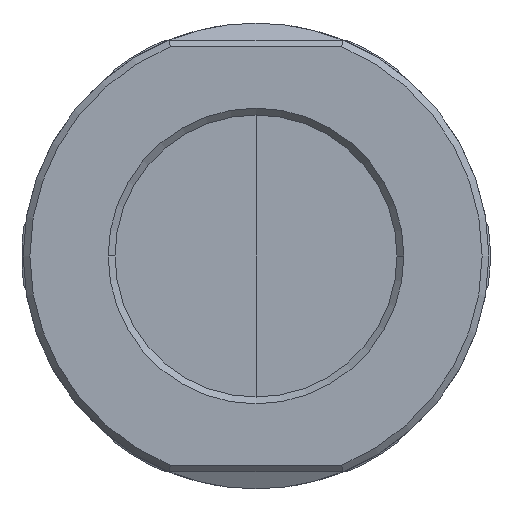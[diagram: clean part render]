
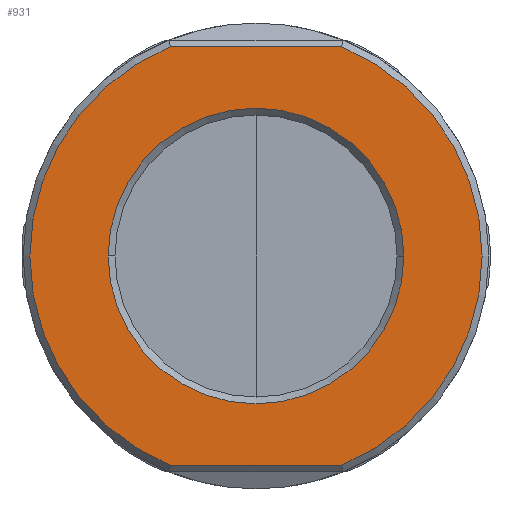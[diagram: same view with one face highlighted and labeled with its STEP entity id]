
A CAD part, left-side view. The second image highlights one B-rep face of the part: STEP entity #931.
In plain terms, the highlighted planar face has unit normal (-1, 0, 0).
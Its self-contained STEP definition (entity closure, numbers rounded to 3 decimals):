
#61 = ORIENTED_EDGE ( 'NONE', *, *, #3746, .T. ) ;
#252 = CARTESIAN_POINT ( 'NONE',  ( -14.5, 6.349, -15.5 ) ) ;
#508 = DIRECTION ( 'NONE',  ( 0., -1., 0. ) ) ;
#641 = DIRECTION ( 'NONE',  ( -1., 0., 0. ) ) ;
#804 = VERTEX_POINT ( 'NONE', #1693 ) ;
#814 = DIRECTION ( 'NONE',  ( 0., -1., 0. ) ) ;
#894 = AXIS2_PLACEMENT_3D ( 'NONE', #5517, #641, #2416 ) ;
#909 = VECTOR ( 'NONE', #2119, 1000. ) ;
#931 = ADVANCED_FACE ( 'NONE', ( #5505, #3878 ), #2821, .T. ) ;
#932 = EDGE_LOOP ( 'NONE', ( #61, #1411 ) ) ;
#1019 = VERTEX_POINT ( 'NONE', #252 ) ;
#1216 = ORIENTED_EDGE ( 'NONE', *, *, #3242, .F. ) ;
#1411 = ORIENTED_EDGE ( 'NONE', *, *, #2687, .T. ) ;
#1667 = AXIS2_PLACEMENT_3D ( 'NONE', #3958, #1747, #2645 ) ;
#1687 = CARTESIAN_POINT ( 'NONE',  ( -14.5, -10.95, 0. ) ) ;
#1693 = CARTESIAN_POINT ( 'NONE',  ( -14.5, -6.349, 15.5 ) ) ;
#1747 = DIRECTION ( 'NONE',  ( 1., 0., 0. ) ) ;
#1762 = CIRCLE ( 'NONE', #1667, 16.75 ) ;
#1847 = CARTESIAN_POINT ( 'NONE',  ( -14.5, 0., 0. ) ) ;
#1910 = AXIS2_PLACEMENT_3D ( 'NONE', #3074, #5730, #814 ) ;
#2047 = CARTESIAN_POINT ( 'NONE',  ( -14.5, 10., 15.5 ) ) ;
#2101 = CARTESIAN_POINT ( 'NONE',  ( -14.5, 0., 0. ) ) ;
#2106 = EDGE_CURVE ( 'NONE', #5332, #804, #2720, .T. ) ;
#2119 = DIRECTION ( 'NONE',  ( 0., -1., 0. ) ) ;
#2254 = VERTEX_POINT ( 'NONE', #1687 ) ;
#2416 = DIRECTION ( 'NONE',  ( 0., 0., -1. ) ) ;
#2574 = EDGE_LOOP ( 'NONE', ( #4918, #4403, #1216, #4039 ) ) ;
#2645 = DIRECTION ( 'NONE',  ( 0., 0., 1. ) ) ;
#2687 = EDGE_CURVE ( 'NONE', #5800, #2254, #4550, .T. ) ;
#2720 = LINE ( 'NONE', #2047, #5819 ) ;
#2821 = PLANE ( 'NONE',  #894 ) ;
#3074 = CARTESIAN_POINT ( 'NONE',  ( -14.5, 0., 0. ) ) ;
#3242 = EDGE_CURVE ( 'NONE', #1019, #5332, #5729, .T. ) ;
#3746 = EDGE_CURVE ( 'NONE', #2254, #5800, #4361, .T. ) ;
#3878 = FACE_BOUND ( 'NONE', #932, .T. ) ;
#3893 = DIRECTION ( 'NONE',  ( 1., 0., 0. ) ) ;
#3951 = AXIS2_PLACEMENT_3D ( 'NONE', #1847, #5425, #508 ) ;
#3958 = CARTESIAN_POINT ( 'NONE',  ( -14.5, 0., 0. ) ) ;
#4024 = DIRECTION ( 'NONE',  ( 0., 0., 1. ) ) ;
#4039 = ORIENTED_EDGE ( 'NONE', *, *, #5822, .T. ) ;
#4158 = LINE ( 'NONE', #4758, #909 ) ;
#4361 = CIRCLE ( 'NONE', #1910, 10.95 ) ;
#4399 = VERTEX_POINT ( 'NONE', #4450 ) ;
#4403 = ORIENTED_EDGE ( 'NONE', *, *, #2106, .F. ) ;
#4407 = EDGE_CURVE ( 'NONE', #804, #4399, #1762, .T. ) ;
#4450 = CARTESIAN_POINT ( 'NONE',  ( -14.5, -6.349, -15.5 ) ) ;
#4550 = CIRCLE ( 'NONE', #3951, 10.95 ) ;
#4758 = CARTESIAN_POINT ( 'NONE',  ( -14.5, 17.25, -15.5 ) ) ;
#4918 = ORIENTED_EDGE ( 'NONE', *, *, #4407, .F. ) ;
#5213 = CARTESIAN_POINT ( 'NONE',  ( -14.5, 10.95, 0. ) ) ;
#5244 = AXIS2_PLACEMENT_3D ( 'NONE', #2101, #3893, #4024 ) ;
#5332 = VERTEX_POINT ( 'NONE', #5761 ) ;
#5425 = DIRECTION ( 'NONE',  ( 1., 0., 0. ) ) ;
#5505 = FACE_OUTER_BOUND ( 'NONE', #2574, .T. ) ;
#5517 = CARTESIAN_POINT ( 'NONE',  ( -14.5, 17.25, 0. ) ) ;
#5640 = DIRECTION ( 'NONE',  ( 0., -1., 0. ) ) ;
#5729 = CIRCLE ( 'NONE', #5244, 16.75 ) ;
#5730 = DIRECTION ( 'NONE',  ( 1., 0., 0. ) ) ;
#5761 = CARTESIAN_POINT ( 'NONE',  ( -14.5, 6.349, 15.5 ) ) ;
#5800 = VERTEX_POINT ( 'NONE', #5213 ) ;
#5819 = VECTOR ( 'NONE', #5640, 1000. ) ;
#5822 = EDGE_CURVE ( 'NONE', #1019, #4399, #4158, .T. ) ;
